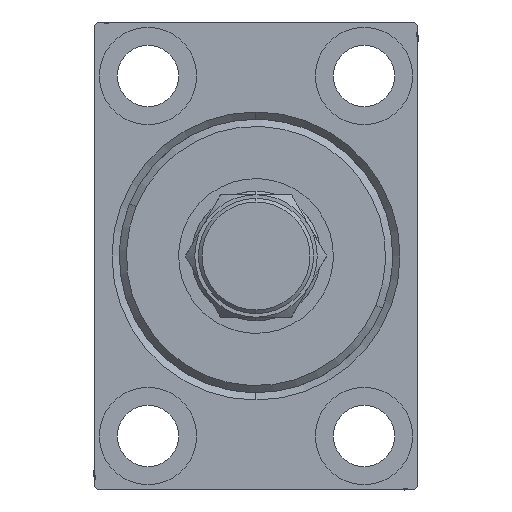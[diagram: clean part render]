
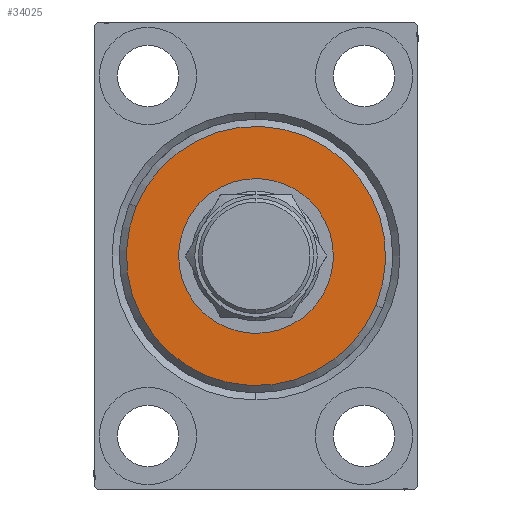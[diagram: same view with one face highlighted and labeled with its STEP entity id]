
A CAD part, left-side view. The second image highlights one B-rep face of the part: STEP entity #34025.
In plain terms, the highlighted face is planar.
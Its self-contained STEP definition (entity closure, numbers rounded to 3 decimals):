
#130 = AXIS2_PLACEMENT_3D ( 'NONE', #29097, #43111, #7713 ) ;
#596 = EDGE_CURVE ( 'NONE', #41796, #37124, #7958, .T. ) ;
#1282 = AXIS2_PLACEMENT_3D ( 'NONE', #34277, #10789, #3664 ) ;
#1610 = CIRCLE ( 'NONE', #130, 18. ) ;
#2329 = CIRCLE ( 'NONE', #43391, 10.75 ) ;
#3561 = CARTESIAN_POINT ( 'NONE',  ( 3., 0., 18. ) ) ;
#3664 = DIRECTION ( 'NONE',  ( 0., 0., -1. ) ) ;
#4816 = CARTESIAN_POINT ( 'NONE',  ( 3., 0., 0. ) ) ;
#5487 = ORIENTED_EDGE ( 'NONE', *, *, #12309, .T. ) ;
#6983 = CARTESIAN_POINT ( 'NONE',  ( 3., 0., 10.75 ) ) ;
#7713 = DIRECTION ( 'NONE',  ( 0., 0., -1. ) ) ;
#7958 = CIRCLE ( 'NONE', #1282, 18. ) ;
#10603 = DIRECTION ( 'NONE',  ( 0., 0., -1. ) ) ;
#10789 = DIRECTION ( 'NONE',  ( 1., 0., 0. ) ) ;
#12309 = EDGE_CURVE ( 'NONE', #37124, #41796, #1610, .T. ) ;
#13388 = EDGE_LOOP ( 'NONE', ( #16771, #21622 ) ) ;
#14277 = ORIENTED_EDGE ( 'NONE', *, *, #596, .T. ) ;
#14501 = CARTESIAN_POINT ( 'NONE',  ( 3., 0., 0. ) ) ;
#14938 = CARTESIAN_POINT ( 'NONE',  ( 3., 0., -10.75 ) ) ;
#15682 = EDGE_CURVE ( 'NONE', #35154, #39320, #2329, .T. ) ;
#16771 = ORIENTED_EDGE ( 'NONE', *, *, #36835, .T. ) ;
#18602 = FACE_BOUND ( 'NONE', #13388, .T. ) ;
#21622 = ORIENTED_EDGE ( 'NONE', *, *, #15682, .T. ) ;
#22667 = CARTESIAN_POINT ( 'NONE',  ( 3., 0., -18. ) ) ;
#23420 = CARTESIAN_POINT ( 'NONE',  ( 3., 0., 0. ) ) ;
#23653 = DIRECTION ( 'NONE',  ( -1., 0., 0. ) ) ;
#25724 = PLANE ( 'NONE',  #29818 ) ;
#26587 = EDGE_LOOP ( 'NONE', ( #14277, #5487 ) ) ;
#27173 = AXIS2_PLACEMENT_3D ( 'NONE', #23420, #23653, #44339 ) ;
#29097 = CARTESIAN_POINT ( 'NONE',  ( 3., 0., 0. ) ) ;
#29372 = CIRCLE ( 'NONE', #27173, 10.75 ) ;
#29818 = AXIS2_PLACEMENT_3D ( 'NONE', #4816, #32643, #39984 ) ;
#32643 = DIRECTION ( 'NONE',  ( 1., 0., 0. ) ) ;
#34025 = ADVANCED_FACE ( 'NONE', ( #43421, #18602 ), #25724, .T. ) ;
#34277 = CARTESIAN_POINT ( 'NONE',  ( 3., 0., 0. ) ) ;
#35154 = VERTEX_POINT ( 'NONE', #14938 ) ;
#35661 = DIRECTION ( 'NONE',  ( -1., 0., 0. ) ) ;
#36835 = EDGE_CURVE ( 'NONE', #39320, #35154, #29372, .T. ) ;
#37124 = VERTEX_POINT ( 'NONE', #22667 ) ;
#39320 = VERTEX_POINT ( 'NONE', #6983 ) ;
#39984 = DIRECTION ( 'NONE',  ( 0., 0., -1. ) ) ;
#41796 = VERTEX_POINT ( 'NONE', #3561 ) ;
#43111 = DIRECTION ( 'NONE',  ( 1., 0., 0. ) ) ;
#43391 = AXIS2_PLACEMENT_3D ( 'NONE', #14501, #35661, #10603 ) ;
#43421 = FACE_OUTER_BOUND ( 'NONE', #26587, .T. ) ;
#44339 = DIRECTION ( 'NONE',  ( 0., 0., -1. ) ) ;
